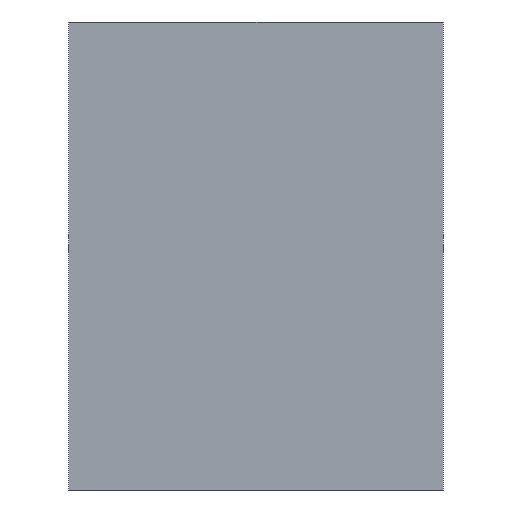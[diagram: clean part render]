
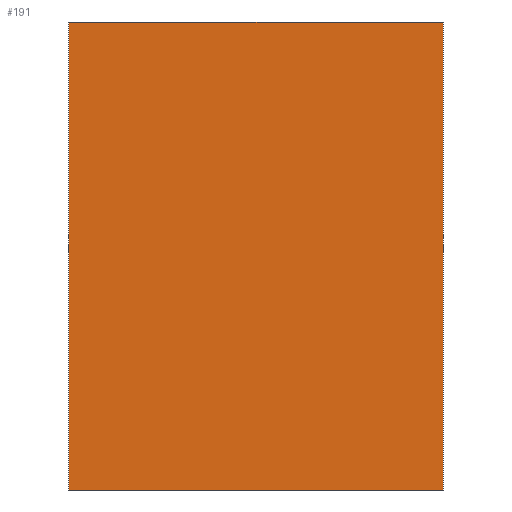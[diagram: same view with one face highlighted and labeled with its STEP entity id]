
A CAD part, left-side view. The second image highlights one B-rep face of the part: STEP entity #191.
In plain terms, the highlighted planar face has unit normal (-1, 0, 0).
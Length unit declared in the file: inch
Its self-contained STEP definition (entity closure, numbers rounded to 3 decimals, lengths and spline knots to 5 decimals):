
#18=DIRECTION('',(0.,-1.,0.));
#19=VECTOR('',#18,12.);
#20=CARTESIAN_POINT('',(0.,12.,0.));
#21=LINE('',#20,#19);
#34=DIRECTION('',(0.,0.,1.));
#35=VECTOR('',#34,15.);
#36=CARTESIAN_POINT('',(0.,0.,0.));
#37=LINE('',#36,#35);
#47=DIRECTION('',(0.,-1.,0.));
#48=VECTOR('',#47,12.);
#49=CARTESIAN_POINT('',(0.,12.,15.));
#50=LINE('',#49,#48);
#63=DIRECTION('',(0.,0.,1.));
#64=VECTOR('',#63,15.);
#65=CARTESIAN_POINT('',(0.,12.,0.));
#66=LINE('',#65,#64);
#79=CARTESIAN_POINT('',(0.,12.,0.));
#80=VERTEX_POINT('',#79);
#81=CARTESIAN_POINT('',(0.,0.,0.));
#82=VERTEX_POINT('',#81);
#87=CARTESIAN_POINT('',(0.,12.,15.));
#88=VERTEX_POINT('',#87);
#89=CARTESIAN_POINT('',(0.,0.,15.));
#90=VERTEX_POINT('',#89);
#179=CARTESIAN_POINT('',(0.,12.,0.));
#180=DIRECTION('',(-1.,0.,0.));
#181=DIRECTION('',(0.,-1.,0.));
#182=AXIS2_PLACEMENT_3D('',#179,#180,#181);
#183=PLANE('',#182);
#184=ORIENTED_EDGE('',*,*,#112,.F.);
#186=ORIENTED_EDGE('',*,*,#185,.T.);
#187=ORIENTED_EDGE('',*,*,#169,.T.);
#188=ORIENTED_EDGE('',*,*,#155,.F.);
#189=EDGE_LOOP('',(#184,#186,#187,#188));
#190=FACE_OUTER_BOUND('',#189,.F.);
#191=ADVANCED_FACE('',(#190),#183,.T.);
#112=EDGE_CURVE('',#80,#82,#21,.T.);
#155=EDGE_CURVE('',#82,#90,#37,.T.);
#169=EDGE_CURVE('',#88,#90,#50,.T.);
#185=EDGE_CURVE('',#80,#88,#66,.T.);
